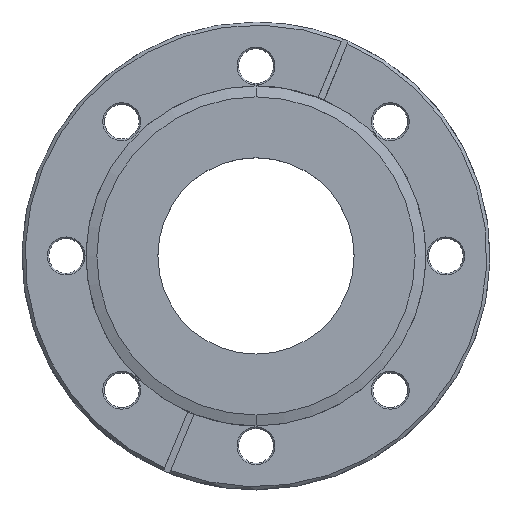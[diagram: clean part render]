
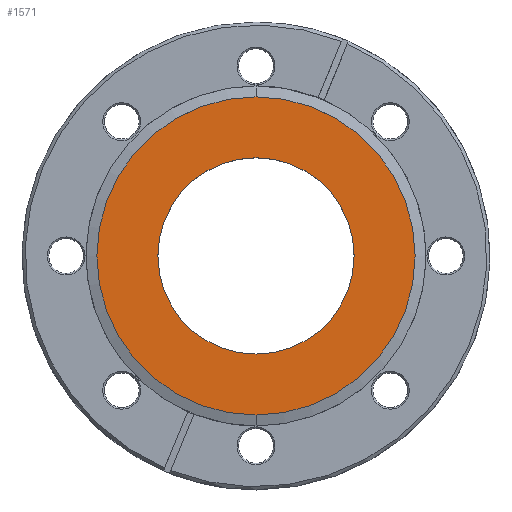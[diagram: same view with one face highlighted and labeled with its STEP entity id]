
A CAD part, top view. The second image highlights one B-rep face of the part: STEP entity #1571.
In plain terms, the highlighted planar face has unit normal (0, 0, 1).
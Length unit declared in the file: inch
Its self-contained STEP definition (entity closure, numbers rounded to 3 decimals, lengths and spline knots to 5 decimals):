
#290=CARTESIAN_POINT('',(0.,0.,-0.05));
#291=DIRECTION('',(0.,0.,-1.));
#292=DIRECTION('',(0.,1.,0.));
#293=AXIS2_PLACEMENT_3D('',#290,#291,#292);
#295=CARTESIAN_POINT('',(0.,0.,-0.05));
#296=DIRECTION('',(0.,0.,1.));
#297=DIRECTION('',(0.,1.,0.));
#298=AXIS2_PLACEMENT_3D('',#295,#296,#297);
#300=CARTESIAN_POINT('',(0.,0.,-0.05));
#301=DIRECTION('',(0.,0.,-1.));
#302=DIRECTION('',(-1.,0.,0.));
#303=AXIS2_PLACEMENT_3D('',#300,#301,#302);
#305=CARTESIAN_POINT('',(0.,0.,-0.05));
#306=DIRECTION('',(0.,0.,-1.));
#307=DIRECTION('',(1.,0.,0.));
#308=AXIS2_PLACEMENT_3D('',#305,#306,#307);
#840=CARTESIAN_POINT('',(0.,1.52,-0.05));
#842=VERTEX_POINT('',#840);
#846=CARTESIAN_POINT('',(0.,-1.52,-0.05));
#848=VERTEX_POINT('',#846);
#856=CARTESIAN_POINT('',(-0.9375,0.,-0.05));
#857=CARTESIAN_POINT('',(0.9375,0.,-0.05));
#858=VERTEX_POINT('',#856);
#859=VERTEX_POINT('',#857);
#1556=CARTESIAN_POINT('',(0.,0.,-0.05));
#1557=DIRECTION('',(0.,0.,1.));
#1558=DIRECTION('',(0.,1.,0.));
#1559=AXIS2_PLACEMENT_3D('',#1556,#1557,#1558);
#1560=PLANE('',#1559);
#1561=ORIENTED_EDGE('',*,*,#1538,.T.);
#1562=ORIENTED_EDGE('',*,*,#1549,.F.);
#1563=EDGE_LOOP('',(#1561,#1562));
#1564=FACE_OUTER_BOUND('',#1563,.F.);
#1566=ORIENTED_EDGE('',*,*,#1565,.F.);
#1568=ORIENTED_EDGE('',*,*,#1567,.F.);
#1569=EDGE_LOOP('',(#1566,#1568));
#1570=FACE_BOUND('',#1569,.F.);
#1571=ADVANCED_FACE('',(#1564,#1570),#1560,.T.);
#294=CIRCLE('',#293,1.52);
#299=CIRCLE('',#298,1.52);
#304=CIRCLE('',#303,0.9375);
#309=CIRCLE('',#308,0.9375);
#1538=EDGE_CURVE('',#842,#848,#294,.T.);
#1549=EDGE_CURVE('',#842,#848,#299,.T.);
#1565=EDGE_CURVE('',#858,#859,#304,.T.);
#1567=EDGE_CURVE('',#859,#858,#309,.T.);
